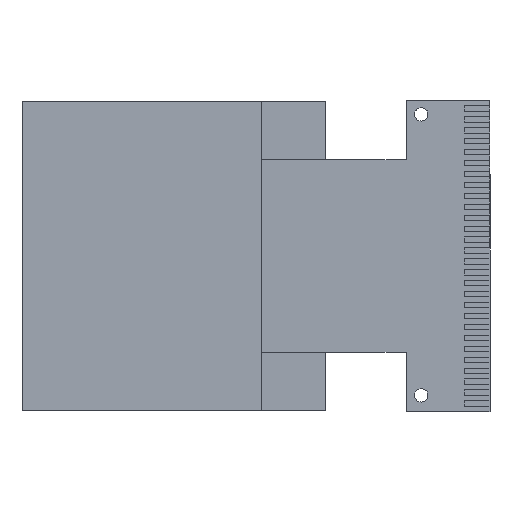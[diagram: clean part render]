
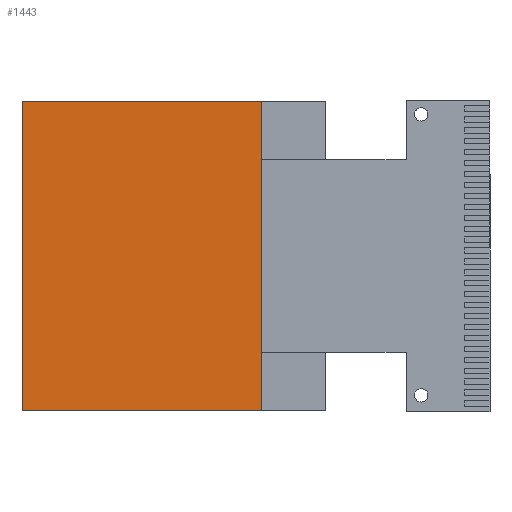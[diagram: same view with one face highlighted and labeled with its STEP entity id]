
A CAD part, top view. The second image highlights one B-rep face of the part: STEP entity #1443.
In plain terms, the highlighted planar face has unit normal (0, 0, 1).
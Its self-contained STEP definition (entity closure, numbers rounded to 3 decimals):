
#497 = LINE ( 'NONE', #1202, #2304 ) ;
#522 = EDGE_LOOP ( 'NONE', ( #2700, #1814, #3401, #3356 ) ) ;
#577 = LINE ( 'NONE', #3434, #2616 ) ;
#796 = VERTEX_POINT ( 'NONE', #2740 ) ;
#1202 = CARTESIAN_POINT ( 'NONE',  ( 14.26, 18.46, 1.5 ) ) ;
#1265 = DIRECTION ( 'NONE',  ( 0., -1., 0. ) ) ;
#1443 = ADVANCED_FACE ( 'NONE', ( #3764 ), #4580, .F. ) ;
#1579 = DIRECTION ( 'NONE',  ( 0., -1., 0. ) ) ;
#1758 = CARTESIAN_POINT ( 'NONE',  ( 14.26, 18.46, 1.5 ) ) ;
#1810 = EDGE_CURVE ( 'NONE', #2047, #796, #2860, .T. ) ;
#1814 = ORIENTED_EDGE ( 'NONE', *, *, #3342, .F. ) ;
#1872 = VERTEX_POINT ( 'NONE', #1994 ) ;
#1994 = CARTESIAN_POINT ( 'NONE',  ( 0., 0., 1.5 ) ) ;
#2047 = VERTEX_POINT ( 'NONE', #1758 ) ;
#2072 = DIRECTION ( 'NONE',  ( 0., 0., -1. ) ) ;
#2138 = CARTESIAN_POINT ( 'NONE',  ( 0., 0., 1.5 ) ) ;
#2282 = EDGE_CURVE ( 'NONE', #1872, #4195, #3817, .T. ) ;
#2304 = VECTOR ( 'NONE', #1579, 1000. ) ;
#2616 = VECTOR ( 'NONE', #1265, 1000. ) ;
#2700 = ORIENTED_EDGE ( 'NONE', *, *, #2282, .T. ) ;
#2740 = CARTESIAN_POINT ( 'NONE',  ( 0., 18.46, 1.5 ) ) ;
#2860 = LINE ( 'NONE', #3018, #4674 ) ;
#2863 = VECTOR ( 'NONE', #2864, 1000. ) ;
#2864 = DIRECTION ( 'NONE',  ( 1., 0., 0. ) ) ;
#2983 = EDGE_CURVE ( 'NONE', #796, #1872, #577, .T. ) ;
#3018 = CARTESIAN_POINT ( 'NONE',  ( 0., 18.46, 1.5 ) ) ;
#3342 = EDGE_CURVE ( 'NONE', #2047, #4195, #497, .T. ) ;
#3356 = ORIENTED_EDGE ( 'NONE', *, *, #2983, .T. ) ;
#3401 = ORIENTED_EDGE ( 'NONE', *, *, #1810, .T. ) ;
#3434 = CARTESIAN_POINT ( 'NONE',  ( 0., 0., 1.5 ) ) ;
#3757 = DIRECTION ( 'NONE',  ( -1., 0., 0. ) ) ;
#3764 = FACE_OUTER_BOUND ( 'NONE', #522, .T. ) ;
#3817 = LINE ( 'NONE', #2138, #2863 ) ;
#4195 = VERTEX_POINT ( 'NONE', #4555 ) ;
#4218 = CARTESIAN_POINT ( 'NONE',  ( 0., 0., 1.5 ) ) ;
#4555 = CARTESIAN_POINT ( 'NONE',  ( 14.26, 0., 1.5 ) ) ;
#4580 = PLANE ( 'NONE',  #4643 ) ;
#4598 = DIRECTION ( 'NONE',  ( -1., 0., 0. ) ) ;
#4643 = AXIS2_PLACEMENT_3D ( 'NONE', #4218, #2072, #4598 ) ;
#4674 = VECTOR ( 'NONE', #3757, 1000. ) ;
